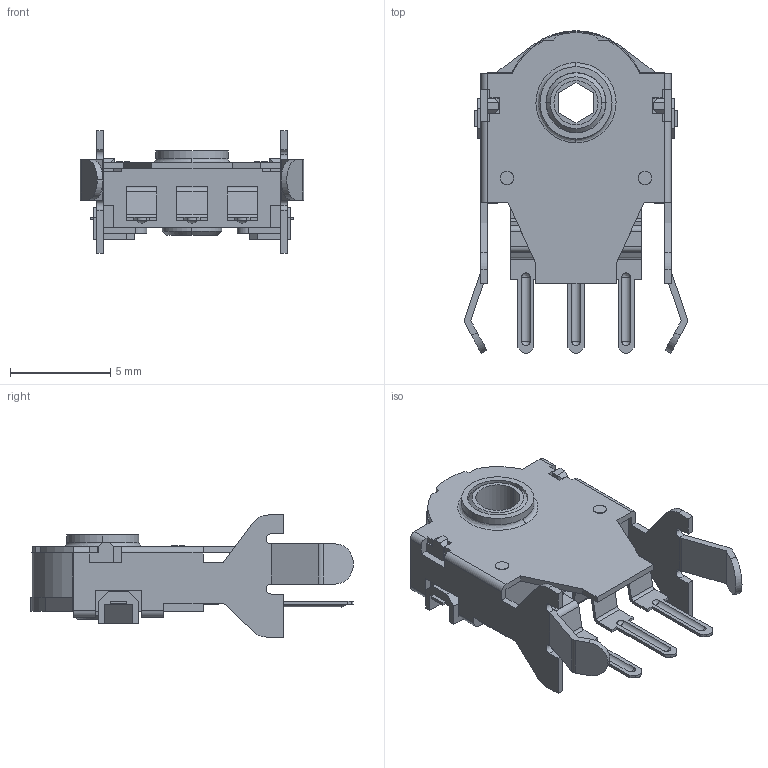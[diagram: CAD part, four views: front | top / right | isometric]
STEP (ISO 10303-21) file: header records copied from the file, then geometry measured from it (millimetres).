
FILE_DESCRIPTION (( 'STEP AP214' ), '1' );
FILE_NAME ('EC10E1220501.STEP', '2024-09-18T11:38:35', ( '' ), ( '' ), 'SwSTEP 2.0', 'SolidWorks 2024', '' );
FILE_SCHEMA (( 'AUTOMOTIVE_DESIGN' ));
Length unit declared in the file: millimetre
Products named in the file (1): EC10E1220501
Bounding box: 11.14 x 16.1 x 6.1 mm (x, y, z)
Volume: 249.1 mm3; surface area: 567.6 mm2
Topology: 1 solids, 1 shells, 372 faces, 1044 edges, 682 vertices
Faces by surface type: plane 263, cylinder 87, bspline 14, cone 8
Entity records: 16239 total; most frequent: CARTESIAN_POINT 2431, ORIENTED_EDGE 2076, DIRECTION 1952, EDGE_CURVE 1038, LINE 826, VECTOR 826, VERTEX_POINT 682, AXIS2_PLACEMENT_3D 563
